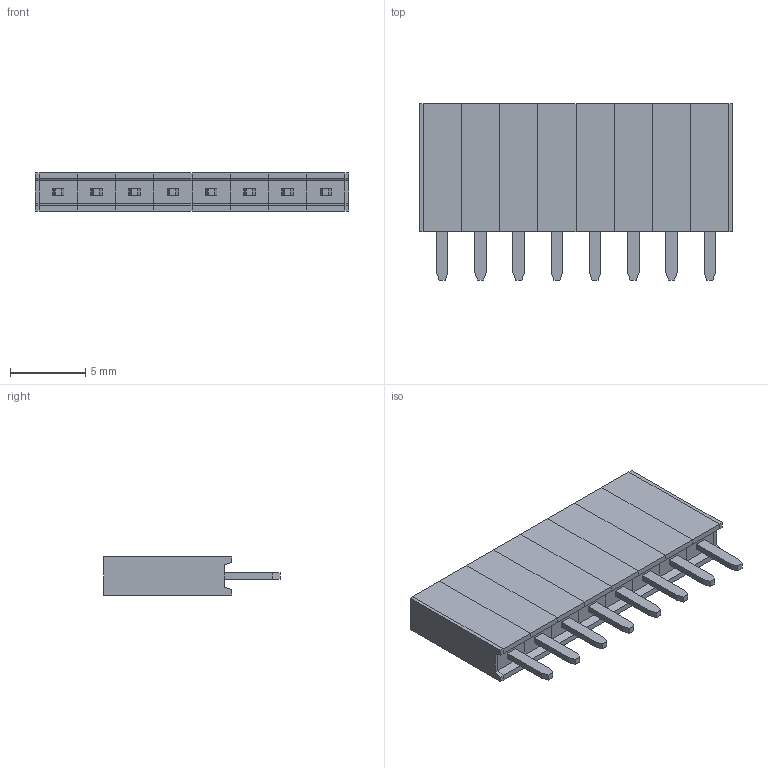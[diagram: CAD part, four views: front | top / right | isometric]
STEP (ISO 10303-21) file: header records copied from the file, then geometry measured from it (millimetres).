
FILE_DESCRIPTION (( 'STEP AP214' ), '1' );
FILE_NAME ('NPTC081LFBN-RC.STEP', '2024-10-30T12:17:17', ( '' ), ( '' ), 'SwSTEP 2.0', 'SolidWorks 2021', '' );
FILE_SCHEMA (( 'AUTOMOTIVE_DESIGN' ));
Length unit declared in the file: millimetre
Products named in the file (3): Pin - Tin; NPTC081LFBN-RC; PPPC021LFBN-RC_C08
Assembly tree (9 placements, depth 2):
  NPTC081LFBN-RC
    PPPC021LFBN-RC_C08
    Pin - Tin  x8
Bounding box: 20.83 x 11.71 x 2.54 mm (x, y, z)
Volume: 432.4 mm3; surface area: 991.1 mm2
Topology: 18 solids, 18 shells, 236 faces, 544 edges, 352 vertices
Faces by surface type: plane 236
Entity records: 5213 total; most frequent: CARTESIAN_POINT 878, ORIENTED_EDGE 836, DIRECTION 802, EDGE_CURVE 418, LINE 418, VECTOR 418, VERTEX_POINT 268, AXIS2_PLACEMENT_3D 192
